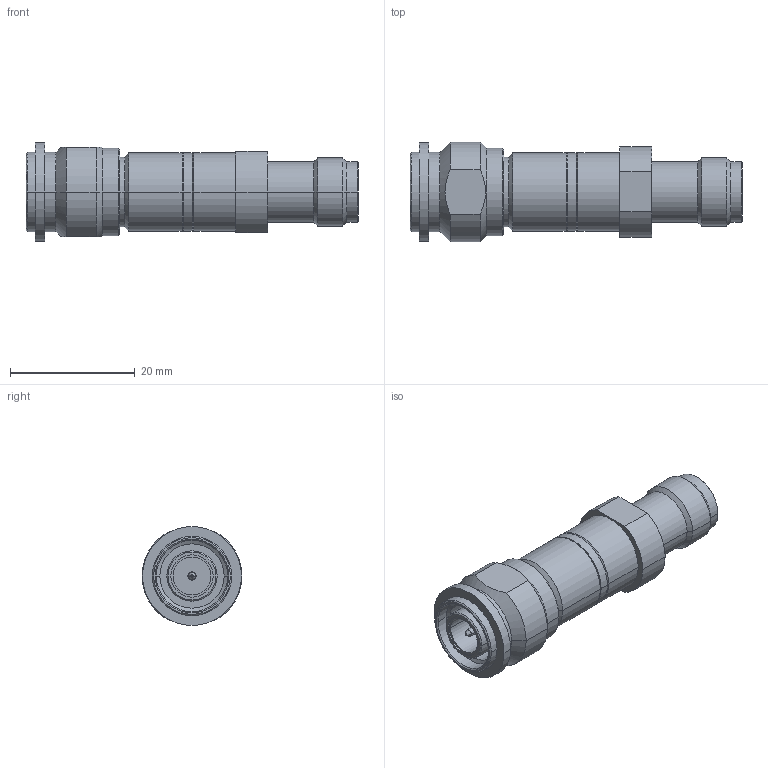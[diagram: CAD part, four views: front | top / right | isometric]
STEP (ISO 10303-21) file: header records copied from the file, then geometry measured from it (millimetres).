
FILE_DESCRIPTION (( 'STEP AP214' ), '1' );
FILE_NAME ('PE8264_3D.STEP', '2022-01-26T16:28:25', ( '' ), ( '' ), 'SwSTEP 2.0', 'SolidWorks 2021', '' );
FILE_SCHEMA (( 'AUTOMOTIVE_DESIGN' ));
Length unit declared in the file: inch
Products named in the file (4): FAT-B-11^PE8264; DCS-TM^PE8264; DCS-TF^PE8264; PE8264_3D
Assembly tree (3 placements, depth 2):
  PE8264_3D
    DCS-TM^PE8264
    FAT-B-11^PE8264
    DCS-TF^PE8264
Bounding box: 53.2 x 16 x 15.86 mm (x, y, z)
Volume: 7066.8 mm3; surface area: 4636.3 mm2
Topology: 4 solids, 4 shells, 138 faces, 285 edges, 168 vertices
Faces by surface type: cone 57, cylinder 56, plane 25
Entity records: 3892 total; most frequent: DIRECTION 729, CARTESIAN_POINT 671, ORIENTED_EDGE 570, AXIS2_PLACEMENT_3D 304, EDGE_CURVE 285, VERTEX_POINT 168, CIRCLE 160, EDGE_LOOP 151
